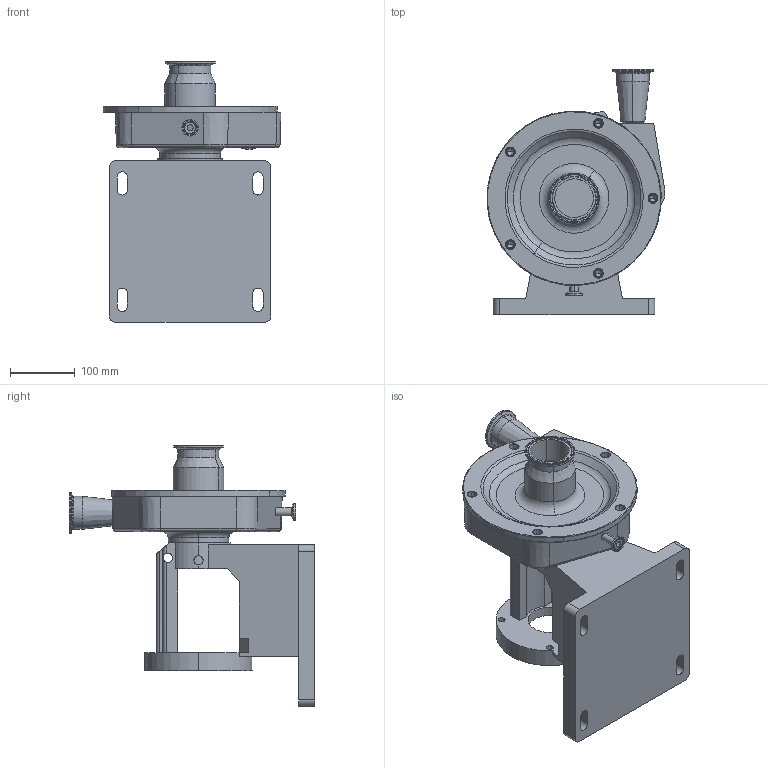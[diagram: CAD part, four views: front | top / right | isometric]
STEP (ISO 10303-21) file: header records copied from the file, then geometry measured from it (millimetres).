
FILE_DESCRIPTION (( 'STEP AP214' ), '1' );
FILE_NAME ('FP 1741 140TC VERT 1-2 IN STR DRAIN.STEP', '2023-02-13T19:23:24', ( '' ), ( '' ), 'SwSTEP 2.0', 'SolidWorks 2021', '' );
FILE_SCHEMA (( 'AUTOMOTIVE_DESIGN' ));
Length unit declared in the file: millimetre
Products named in the file (1): FP 1741 140TC VERT 1-2 IN STR DRAIN
Bounding box: 275.22 x 380 x 403.5 mm (x, y, z)
Volume: 6710196.9 mm3; surface area: 665842.5 mm2
Topology: 1 solids, 1 shells, 408 faces, 978 edges, 587 vertices
Faces by surface type: cylinder 148, plane 100, cone 87, torus 69, sphere 3, bspline 1
Entity records: 12502 total; most frequent: CARTESIAN_POINT 2674, DIRECTION 2260, ORIENTED_EDGE 1936, EDGE_CURVE 968, AXIS2_PLACEMENT_3D 918, VERTEX_POINT 587, CIRCLE 510, EDGE_LOOP 461
